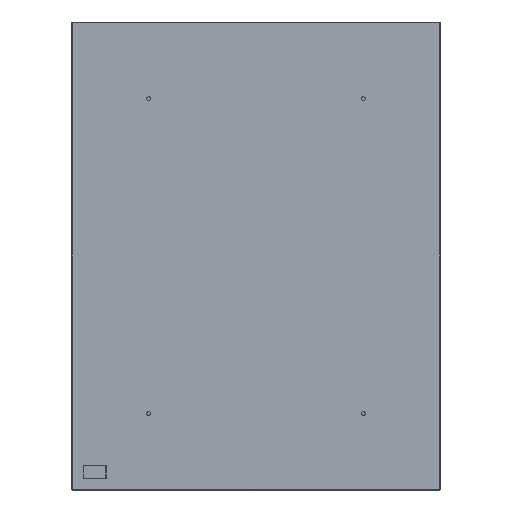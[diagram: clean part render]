
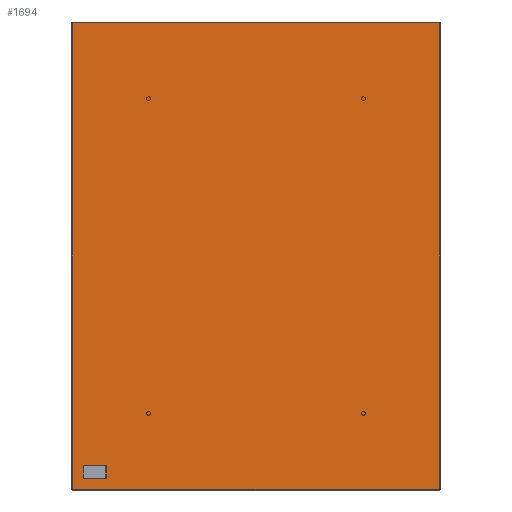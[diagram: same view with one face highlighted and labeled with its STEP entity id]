
A CAD part, left-side view. The second image highlights one B-rep face of the part: STEP entity #1694.
In plain terms, the highlighted planar face has unit normal (-1, 0, 0).
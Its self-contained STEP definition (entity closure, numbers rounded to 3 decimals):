
#1333=CARTESIAN_POINT('',(4374.054,4274.683,1.131));
#1334=VERTEX_POINT('',#1333);
#1335=CARTESIAN_POINT('',(4374.054,4274.683,608.369));
#1336=VERTEX_POINT('',#1335);
#1337=CARTESIAN_POINT('',(4374.054,4274.683,1.131));
#1338=DIRECTION('',(0.0,0.0,1.0));
#1339=VECTOR('',#1338,607.237);
#1340=LINE('',#1337,#1339);
#1341=EDGE_CURVE('',#1334,#1336,#1340,.T.);
#1373=CARTESIAN_POINT('',(4374.054,4274.352,608.7));
#1374=VERTEX_POINT('',#1373);
#1375=CARTESIAN_POINT('',(4374.054,4274.683,608.369));
#1376=DIRECTION('',(0.0,-0.707,0.707));
#1377=VECTOR('',#1376,0.469);
#1378=LINE('',#1375,#1377);
#1379=EDGE_CURVE('',#1336,#1374,#1378,.T.);
#1404=CARTESIAN_POINT('',(4374.054,3796.615,608.7));
#1405=VERTEX_POINT('',#1404);
#1406=CARTESIAN_POINT('',(4374.054,4274.352,608.7));
#1407=DIRECTION('',(0.0,-1.0,0.0));
#1408=VECTOR('',#1407,477.737);
#1409=LINE('',#1406,#1408);
#1410=EDGE_CURVE('',#1374,#1405,#1409,.T.);
#1444=CARTESIAN_POINT('',(4374.054,3796.283,608.369));
#1445=VERTEX_POINT('',#1444);
#1446=CARTESIAN_POINT('',(4374.054,3796.615,608.7));
#1447=DIRECTION('',(0.0,-0.707,-0.707));
#1448=VECTOR('',#1447,0.469);
#1449=LINE('',#1446,#1448);
#1450=EDGE_CURVE('',#1405,#1445,#1449,.T.);
#1475=CARTESIAN_POINT('',(4374.054,3796.283,1.131));
#1476=VERTEX_POINT('',#1475);
#1477=CARTESIAN_POINT('',(4374.054,3796.283,608.369));
#1478=DIRECTION('',(0.0,0.0,-1.0));
#1479=VECTOR('',#1478,607.237);
#1480=LINE('',#1477,#1479);
#1481=EDGE_CURVE('',#1445,#1476,#1480,.T.);
#1506=CARTESIAN_POINT('',(4374.054,3796.615,0.8));
#1507=VERTEX_POINT('',#1506);
#1508=CARTESIAN_POINT('',(4374.054,3796.283,1.131));
#1509=DIRECTION('',(0.0,0.707,-0.707));
#1510=VECTOR('',#1509,0.469);
#1511=LINE('',#1508,#1510);
#1512=EDGE_CURVE('',#1476,#1507,#1511,.T.);
#1537=CARTESIAN_POINT('',(4374.054,4274.352,0.8));
#1538=VERTEX_POINT('',#1537);
#1539=CARTESIAN_POINT('',(4374.054,3796.615,0.8));
#1540=DIRECTION('',(0.0,1.0,0.0));
#1541=VECTOR('',#1540,477.737);
#1542=LINE('',#1539,#1541);
#1543=EDGE_CURVE('',#1507,#1538,#1542,.T.);
#1566=CARTESIAN_POINT('',(4374.054,4274.352,0.8));
#1567=DIRECTION('',(0.0,0.707,0.707));
#1568=VECTOR('',#1567,0.469);
#1569=LINE('',#1566,#1568);
#1570=EDGE_CURVE('',#1538,#1334,#1569,.T.);
#1679=CARTESIAN_POINT('',(4374.054,4035.483,0.799));
#1680=DIRECTION('',(-1.0,0.0,0.0));
#1681=DIRECTION('',(0.0,0.0,1.0));
#1682=AXIS2_PLACEMENT_3D('',#1679,#1680,#1681);
#1683=PLANE('',#1682);
#1684=ORIENTED_EDGE('',*,*,#1341,.F.);
#1685=ORIENTED_EDGE('',*,*,#1570,.F.);
#1686=ORIENTED_EDGE('',*,*,#1543,.F.);
#1687=ORIENTED_EDGE('',*,*,#1512,.F.);
#1688=ORIENTED_EDGE('',*,*,#1481,.F.);
#1689=ORIENTED_EDGE('',*,*,#1450,.F.);
#1690=ORIENTED_EDGE('',*,*,#1410,.F.);
#1691=ORIENTED_EDGE('',*,*,#1379,.F.);
#1692=EDGE_LOOP('',(#1684,#1685,#1686,#1687,#1688,#1689,#1690,#1691));
#1693=FACE_OUTER_BOUND('',#1692,.T.);
#1694=ADVANCED_FACE('',(#1693),#1683,.T.);
